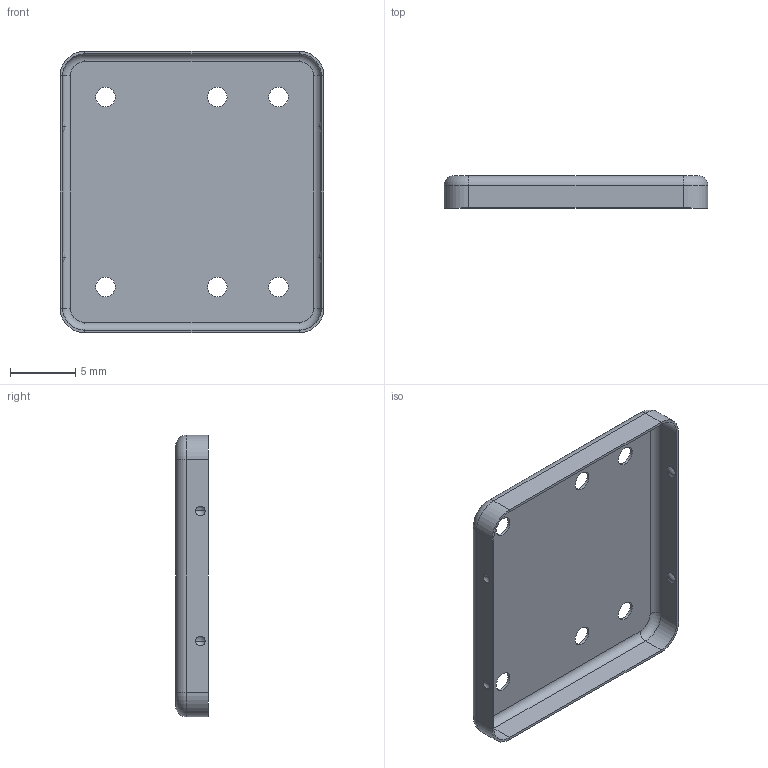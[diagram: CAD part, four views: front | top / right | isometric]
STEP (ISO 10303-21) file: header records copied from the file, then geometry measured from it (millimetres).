
FILE_DESCRIPTION (( 'STEP AP203' ), '1' );
FILE_NAME ('MS213-10CP-NS.step', '2023-04-04T05:09:23', ( '' ), ( '' ), 'SwSTEP 2.0', 'SolidWorks 2021', '' );
FILE_SCHEMA (( 'CONFIG_CONTROL_DESIGN' ));
Length unit declared in the file: millimetre
Products named in the file (1): MS213-10CP-NS
Bounding box: 20.3 x 2.5 x 21.65 mm (x, y, z)
Volume: 117.2 mm3; surface area: 1193.7 mm2
Topology: 1 solids, 1 shells, 70 faces, 156 edges, 96 vertices
Faces by surface type: cylinder 28, plane 18, sphere 16, torus 8
Entity records: 2065 total; most frequent: DIRECTION 394, CARTESIAN_POINT 323, ORIENTED_EDGE 312, AXIS2_PLACEMENT_3D 167, EDGE_CURVE 156, CIRCLE 96, VERTEX_POINT 96, EDGE_LOOP 90
